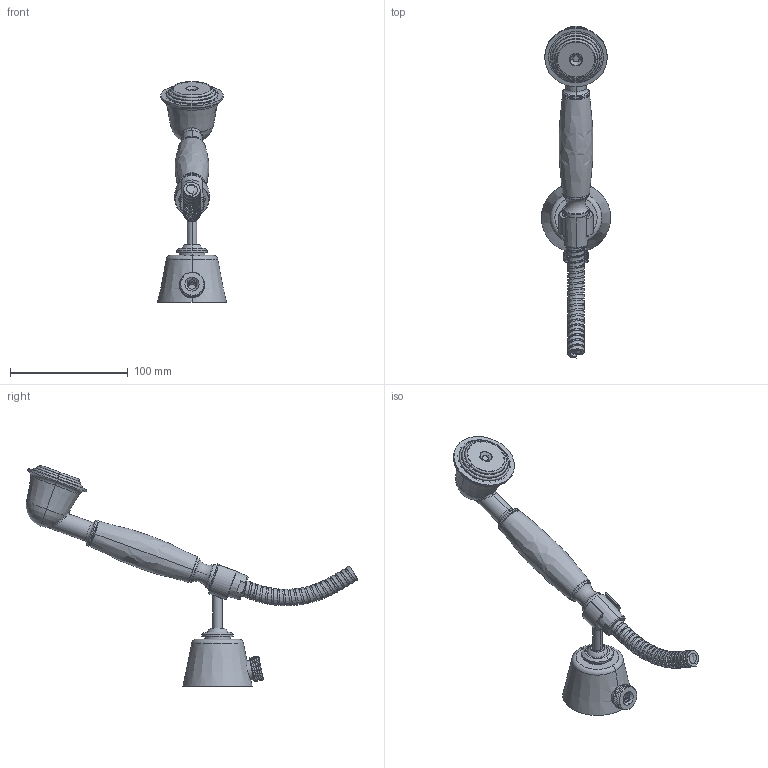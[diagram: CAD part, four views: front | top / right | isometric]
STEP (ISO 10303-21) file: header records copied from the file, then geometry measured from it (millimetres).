
FILE_DESCRIPTION((''),'2;1');
FILE_NAME('ZDUP012CR','2021-11-15T09:10:41',('ut3'),('PAFFONI SpA'),'CREO PARAMETRIC BY PTC INC, 2020044','CREO PARAMETRIC BY PTC INC, 2020044','');
FILE_SCHEMA(('CONFIG_CONTROL_DESIGN','SHAPE_APPEARANCE_LAYERS_GROUPS'));
Length unit declared in the file: millimetre
Products named in the file (1): ZDUP012CR
Bounding box: 58.7 x 281.52 x 187.37 mm (x, y, z)
Volume: 176413 mm3; surface area: 65404.2 mm2
Topology: 1 solids, 2 shells, 293 faces, 664 edges, 396 vertices
Faces by surface type: cylinder 72, plane 66, bspline 63, torus 62, cone 20, sphere 10
Entity records: 28193 total; most frequent: CARTESIAN_POINT 19020, ORIENTED_EDGE 1306, DIRECTION 1271, EDGE_CURVE 653, AXIS2_PLACEMENT_3D 543, FILL_AREA_STYLE_COLOUR 465, FILL_AREA_STYLE 465, SURFACE_STYLE_FILL_AREA 465
